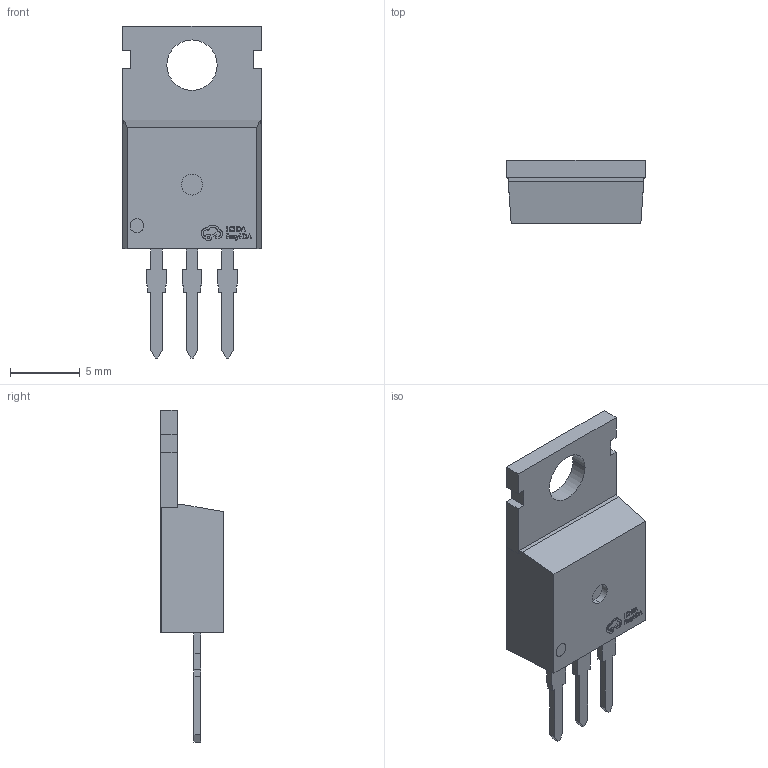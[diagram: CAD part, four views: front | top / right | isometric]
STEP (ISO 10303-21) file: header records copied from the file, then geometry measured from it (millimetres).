
FILE_DESCRIPTION (( 'STEP AP214' ), '1' );
FILE_NAME ('TO-220-3_L9.9-W4.5-P2.54-L-1.STEP', '2022-08-11T08:29:36', ( 'PC' ), ( 'Microsoft' ), 'SwSTEP 2.0', 'SolidWorks 2020', '' );
FILE_SCHEMA (( 'AUTOMOTIVE_DESIGN' ));
Length unit declared in the file: millimetre
Products named in the file (1): TO-220-3_L9.9-W4.5-P2.54-L-1
Bounding box: 9.91 x 4.52 x 23.75 mm (x, y, z)
Volume: 466.2 mm3; surface area: 552.5 mm2
Topology: 1 solids, 1 shells, 312 faces, 858 edges, 572 vertices
Faces by surface type: plane 208, bspline 98, cylinder 6
Entity records: 13796 total; most frequent: CARTESIAN_POINT 3049, ORIENTED_EDGE 1716, DIRECTION 1100, EDGE_CURVE 858, LINE 646, VECTOR 646, VERTEX_POINT 572, EDGE_LOOP 338
